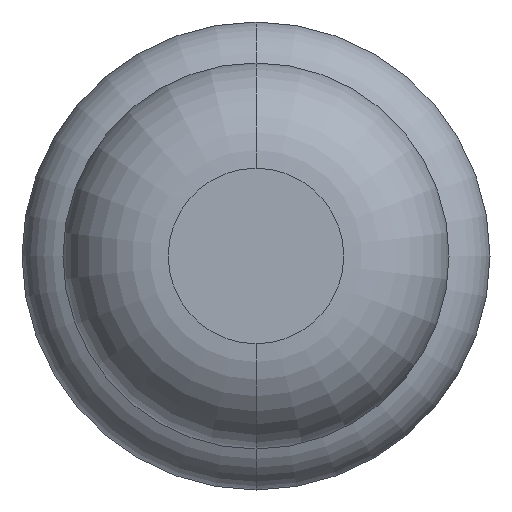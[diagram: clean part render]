
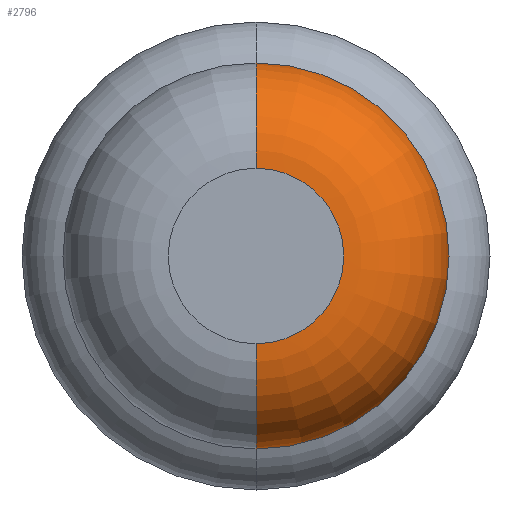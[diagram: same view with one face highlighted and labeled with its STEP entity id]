
A CAD part, front view. The second image highlights one B-rep face of the part: STEP entity #2796.
In plain terms, the highlighted toroidal (fillet/blend) face has major radius 0.375 mm and minor radius 0.45 mm.
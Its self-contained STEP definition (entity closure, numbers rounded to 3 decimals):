
#59 = DIRECTION ( 'NONE',  ( 0., 1., 0. ) ) ;
#72 = CARTESIAN_POINT ( 'NONE',  ( 0., -29., 0. ) ) ;
#83 = EDGE_CURVE ( 'Defeature ausgef�hrt2_3+Defeature ausgef�hrt2_2+Defeature ausgef�hrt2_2+Defeature ausgef�hrt2_2', #1514, #174, #2174, .T. ) ;
#174 = VERTEX_POINT ( 'NONE', #638 ) ;
#299 = EDGE_CURVE ( 'NONE', #1253, #174, #3082, .T. ) ;
#320 = AXIS2_PLACEMENT_3D ( 'NONE', #736, #2523, #2007 ) ;
#418 = ORIENTED_EDGE ( 'NONE', *, *, #496, .F. ) ;
#496 = EDGE_CURVE ( 'NONE', #690, #1514, #569, .T. ) ;
#546 = FACE_OUTER_BOUND ( 'NONE', #1360, .T. ) ;
#569 = CIRCLE ( 'NONE', #320, 0.45 ) ;
#637 = AXIS2_PLACEMENT_3D ( 'NONE', #2168, #640, #2005 ) ;
#638 = CARTESIAN_POINT ( 'NONE',  ( 0., -28.55, -0.825 ) ) ;
#640 = DIRECTION ( 'NONE',  ( 0., 1., 0. ) ) ;
#690 = VERTEX_POINT ( 'NONE', #1614 ) ;
#736 = CARTESIAN_POINT ( 'NONE',  ( 0., -28.55, 0.375 ) ) ;
#797 = DIRECTION ( 'NONE',  ( 0., 0., 1. ) ) ;
#922 = CIRCLE ( 'NONE', #1861, 0.375 ) ;
#934 = DIRECTION ( 'NONE',  ( 0., 0., 1. ) ) ;
#956 = CARTESIAN_POINT ( 'NONE',  ( 0., -29., -0.375 ) ) ;
#1057 = TOROIDAL_SURFACE ( 'NONE', #637, 0.375, 0.45 ) ;
#1110 = CARTESIAN_POINT ( 'NONE',  ( 0., -28.55, -0.375 ) ) ;
#1253 = VERTEX_POINT ( 'NONE', #956 ) ;
#1341 = CARTESIAN_POINT ( 'NONE',  ( 0., -28.55, 0.825 ) ) ;
#1360 = EDGE_LOOP ( 'NONE', ( #1648, #3313, #3024, #418 ) ) ;
#1460 = CARTESIAN_POINT ( 'NONE',  ( 0., -28.55, 0. ) ) ;
#1514 = VERTEX_POINT ( 'NONE', #1341 ) ;
#1558 = EDGE_CURVE ( 'Defeature ausgef�hrt2_2+Defeature ausgef�hrt2_1+Defeature ausgef�hrt2_1+Defeature ausgef�hrt2_1', #690, #1253, #922, .T. ) ;
#1614 = CARTESIAN_POINT ( 'NONE',  ( 0., -29., 0.375 ) ) ;
#1648 = ORIENTED_EDGE ( 'NONE', *, *, #1558, .T. ) ;
#1649 = DIRECTION ( 'NONE',  ( 1., 0., 0. ) ) ;
#1861 = AXIS2_PLACEMENT_3D ( 'NONE', #72, #59, #797 ) ;
#2005 = DIRECTION ( 'NONE',  ( 0., 0., 1. ) ) ;
#2007 = DIRECTION ( 'NONE',  ( 0., 0., 1. ) ) ;
#2168 = CARTESIAN_POINT ( 'NONE',  ( 0., -28.55, 0. ) ) ;
#2174 = CIRCLE ( 'NONE', #2798, 0.825 ) ;
#2451 = DIRECTION ( 'NONE',  ( 0., 1., 0. ) ) ;
#2523 = DIRECTION ( 'NONE',  ( -1., 0., 0. ) ) ;
#2796 = ADVANCED_FACE ( 'Defeature ausgef�hrt2_2', ( #546 ), #1057, .T. ) ;
#2798 = AXIS2_PLACEMENT_3D ( 'NONE', #1460, #2451, #934 ) ;
#2907 = DIRECTION ( 'NONE',  ( 0., 0., -1. ) ) ;
#3024 = ORIENTED_EDGE ( 'NONE', *, *, #83, .F. ) ;
#3082 = CIRCLE ( 'NONE', #3137, 0.45 ) ;
#3137 = AXIS2_PLACEMENT_3D ( 'NONE', #1110, #1649, #2907 ) ;
#3313 = ORIENTED_EDGE ( 'NONE', *, *, #299, .T. ) ;
